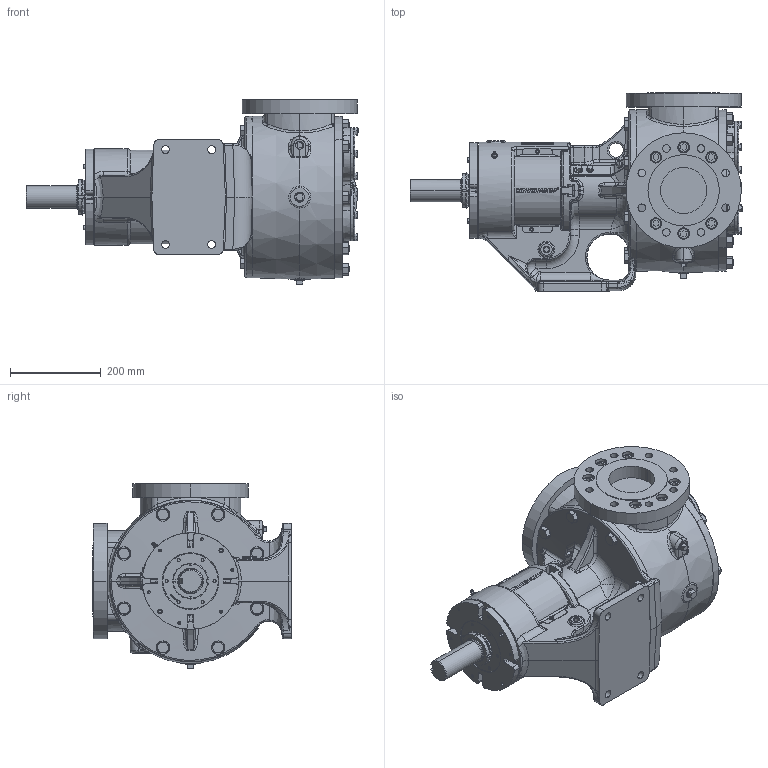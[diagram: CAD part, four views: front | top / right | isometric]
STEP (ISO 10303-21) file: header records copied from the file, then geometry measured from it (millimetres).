
FILE_DESCRIPTION (( 'STEP AP214' ), '1' );
FILE_NAME ('QV-2215.STEP', '2024-04-17T13:14:39', ( '' ), ( '' ), 'SwSTEP 2.0', 'SolidWorks 2022', '' );
FILE_SCHEMA (( 'AUTOMOTIVE_DESIGN' ));
Length unit declared in the file: inch
Products named in the file (1): QV-2215
Bounding box: 731.89 x 438.15 x 409.47 mm (x, y, z)
Volume: 34898008.1 mm3; surface area: 1397897.9 mm2
Topology: 1 solids, 1 shells, 4104 faces, 10381 edges, 6540 vertices
Faces by surface type: plane 1475, bspline 1278, cylinder 719, cone 491, torus 108, sphere 33
Entity records: 218294 total; most frequent: CARTESIAN_POINT 92163, ORIENTED_EDGE 20600, DIRECTION 14782, EDGE_CURVE 10300, VERTEX_POINT 6537, AXIS2_PLACEMENT_3D 5102, LINE 4578, VECTOR 4578
